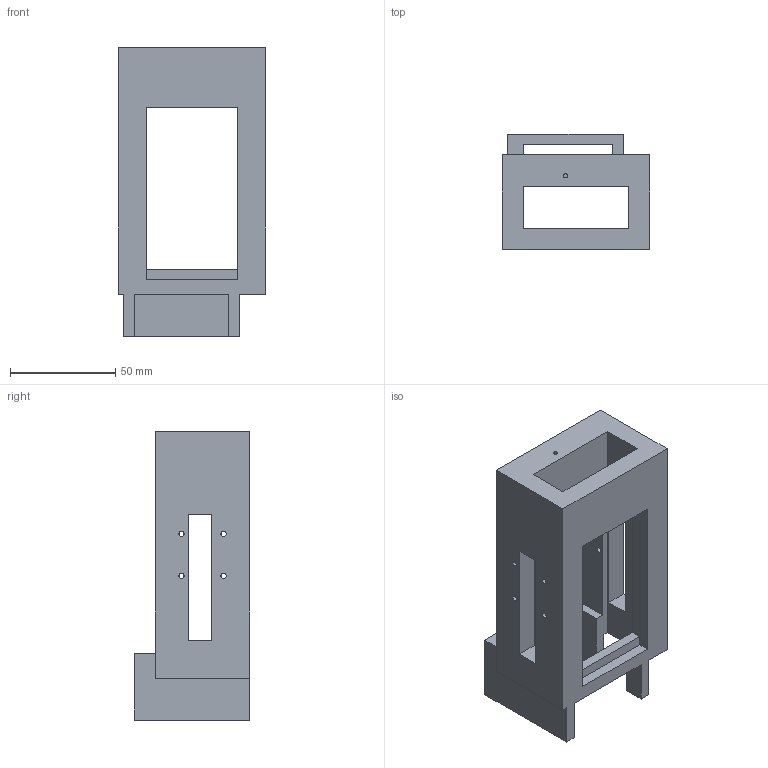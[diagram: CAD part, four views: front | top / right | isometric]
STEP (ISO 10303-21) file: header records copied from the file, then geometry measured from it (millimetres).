
FILE_DESCRIPTION (( 'STEP AP203' ), '1' );
FILE_NAME ('SSTEPPRINCIPAL.STEP', '2024-04-06T23:05:40', ( '' ), ( '' ), 'SwSTEP 2.0', 'SolidWorks 2023', '' );
FILE_SCHEMA (( 'CONFIG_CONTROL_DESIGN' ));
Length unit declared in the file: millimetre
Products named in the file (1): SSTEPPRINCIPAL
Bounding box: 70 x 55 x 137 mm (x, y, z)
Volume: 162971.2 mm3; surface area: 47174.3 mm2
Topology: 1 solids, 1 shells, 60 faces, 180 edges, 120 vertices
Faces by surface type: plane 42, cylinder 18
Entity records: 2149 total; most frequent: CARTESIAN_POINT 361, ORIENTED_EDGE 360, DIRECTION 338, EDGE_CURVE 180, LINE 144, VECTOR 144, VERTEX_POINT 120, AXIS2_PLACEMENT_3D 97
